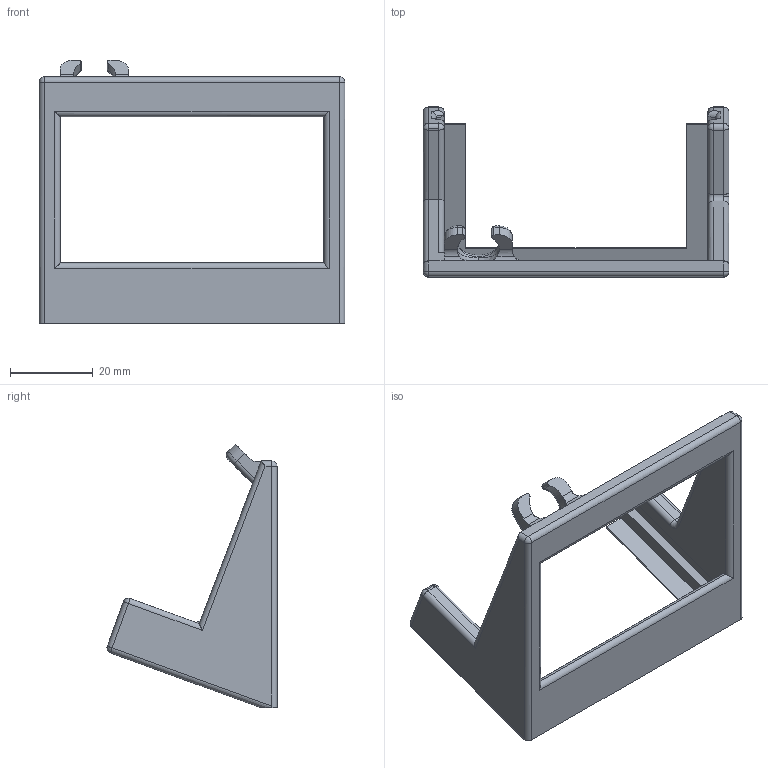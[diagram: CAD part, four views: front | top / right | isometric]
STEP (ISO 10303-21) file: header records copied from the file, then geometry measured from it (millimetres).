
FILE_DESCRIPTION (( 'STEP AP214' ), '1' );
FILE_NAME ('bitaxeStandNoBranding.STEP', '2025-01-07T18:24:08', ( '' ), ( '' ), 'SwSTEP 2.0', 'SolidWorks 2025', '' );
FILE_SCHEMA (( 'AUTOMOTIVE_DESIGN' ));
Length unit declared in the file: inch
Products named in the file (1): bitaxeStandNoBranding
Bounding box: 73.91 x 41.12 x 63.74 mm (x, y, z)
Volume: 16850.8 mm3; surface area: 10941.1 mm2
Topology: 1 solids, 1 shells, 121 faces, 300 edges, 171 vertices
Faces by surface type: cylinder 64, plane 34, sphere 10, bspline 7, torus 6
Entity records: 3779 total; most frequent: CARTESIAN_POINT 1092, ORIENTED_EDGE 578, DIRECTION 542, EDGE_CURVE 289, AXIS2_PLACEMENT_3D 193, VERTEX_POINT 169, VECTOR 156, LINE 156
